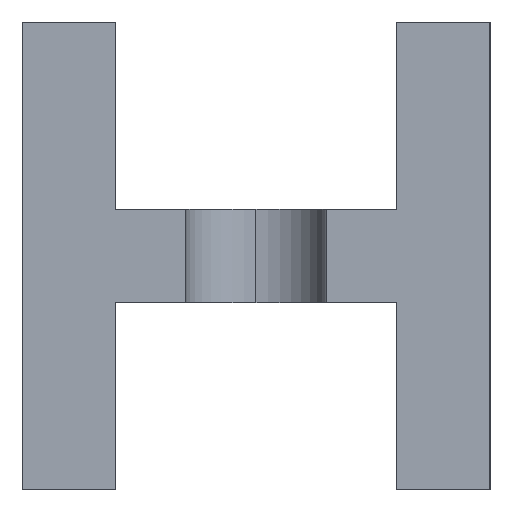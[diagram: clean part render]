
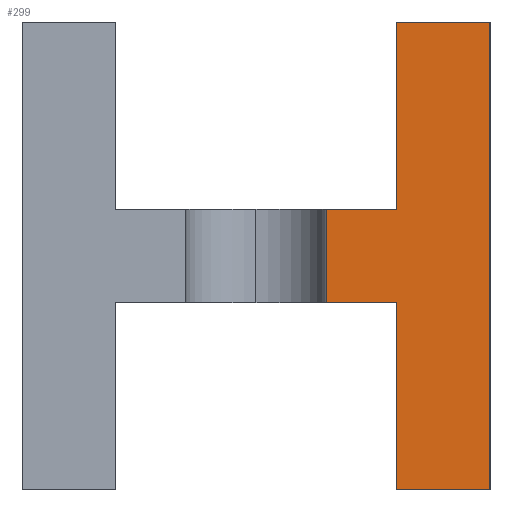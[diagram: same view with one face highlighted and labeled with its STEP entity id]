
A CAD part, left-side view. The second image highlights one B-rep face of the part: STEP entity #299.
In plain terms, the highlighted planar face has unit normal (-1, 0, 0).
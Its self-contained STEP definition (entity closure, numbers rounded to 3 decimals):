
#299 = ADVANCED_FACE ( 'NONE', ( #10897 ), #8201, .T. ) ;
#692 = DIRECTION ( 'NONE',  ( 0., 0., 1. ) ) ;
#889 = ORIENTED_EDGE ( 'NONE', *, *, #9025, .F. ) ;
#919 = CARTESIAN_POINT ( 'NONE',  ( 0., 2., 10. ) ) ;
#1289 = CARTESIAN_POINT ( 'NONE',  ( 0., 8., 4. ) ) ;
#2587 = EDGE_LOOP ( 'NONE', ( #18428, #889, #17923, #13779, #16948, #12766, #3378, #11750 ) ) ;
#2781 = EDGE_CURVE ( 'NONE', #19596, #9248, #15800, .T. ) ;
#3378 = ORIENTED_EDGE ( 'NONE', *, *, #6559, .F. ) ;
#4216 = VECTOR ( 'NONE', #15595, 1000. ) ;
#4557 = EDGE_CURVE ( 'NONE', #7711, #9754, #7245, .T. ) ;
#4573 = LINE ( 'NONE', #1289, #21310 ) ;
#5586 = DIRECTION ( 'NONE',  ( 0., -1., 0. ) ) ;
#5668 = CARTESIAN_POINT ( 'NONE',  ( 0., 0., 10. ) ) ;
#5781 = VECTOR ( 'NONE', #8752, 1000. ) ;
#6181 = VERTEX_POINT ( 'NONE', #13712 ) ;
#6287 = LINE ( 'NONE', #7666, #5781 ) ;
#6559 = EDGE_CURVE ( 'NONE', #6181, #7711, #19444, .T. ) ;
#7140 = DIRECTION ( 'NONE',  ( 0., -1., 0. ) ) ;
#7184 = DIRECTION ( 'NONE',  ( 0., 0., 1. ) ) ;
#7199 = CARTESIAN_POINT ( 'NONE',  ( 0., 2., 6. ) ) ;
#7224 = CARTESIAN_POINT ( 'NONE',  ( 0., 3.5, 6. ) ) ;
#7245 = LINE ( 'NONE', #5668, #11583 ) ;
#7424 = EDGE_CURVE ( 'NONE', #9754, #19596, #8671, .T. ) ;
#7649 = CARTESIAN_POINT ( 'NONE',  ( 0., 2., 0. ) ) ;
#7666 = CARTESIAN_POINT ( 'NONE',  ( 0., 2., 4. ) ) ;
#7711 = VERTEX_POINT ( 'NONE', #11744 ) ;
#7849 = DIRECTION ( 'NONE',  ( 0., 1., 0. ) ) ;
#8096 = DIRECTION ( 'NONE',  ( 0., 0., 1. ) ) ;
#8115 = DIRECTION ( 'NONE',  ( -1., 0., 0. ) ) ;
#8125 = CARTESIAN_POINT ( 'NONE',  ( 0., 0., 0. ) ) ;
#8201 = PLANE ( 'NONE',  #10016 ) ;
#8671 = LINE ( 'NONE', #17324, #4216 ) ;
#8752 = DIRECTION ( 'NONE',  ( 0., 0., 1. ) ) ;
#8785 = VECTOR ( 'NONE', #7140, 1000. ) ;
#9025 = EDGE_CURVE ( 'NONE', #18894, #11293, #4573, .T. ) ;
#9248 = VERTEX_POINT ( 'NONE', #12813 ) ;
#9754 = VERTEX_POINT ( 'NONE', #18633 ) ;
#10016 = AXIS2_PLACEMENT_3D ( 'NONE', #8125, #8115, #8096 ) ;
#10785 = VERTEX_POINT ( 'NONE', #7224 ) ;
#10897 = FACE_OUTER_BOUND ( 'NONE', #2587, .T. ) ;
#11098 = CARTESIAN_POINT ( 'NONE',  ( 0., 2., 4. ) ) ;
#11293 = VERTEX_POINT ( 'NONE', #16051 ) ;
#11583 = VECTOR ( 'NONE', #5586, 1000. ) ;
#11743 = LINE ( 'NONE', #15254, #14020 ) ;
#11744 = CARTESIAN_POINT ( 'NONE',  ( 0., 2., 10. ) ) ;
#11750 = ORIENTED_EDGE ( 'NONE', *, *, #17703, .F. ) ;
#12766 = ORIENTED_EDGE ( 'NONE', *, *, #4557, .F. ) ;
#12813 = CARTESIAN_POINT ( 'NONE',  ( 0., 2., 0. ) ) ;
#12984 = EDGE_CURVE ( 'NONE', #9248, #18894, #6287, .T. ) ;
#13121 = LINE ( 'NONE', #7199, #8785 ) ;
#13712 = CARTESIAN_POINT ( 'NONE',  ( 0., 2., 6. ) ) ;
#13779 = ORIENTED_EDGE ( 'NONE', *, *, #2781, .F. ) ;
#14020 = VECTOR ( 'NONE', #7184, 1000. ) ;
#14684 = DIRECTION ( 'NONE',  ( 0., 1., 0. ) ) ;
#15254 = CARTESIAN_POINT ( 'NONE',  ( 0., 3.5, 4. ) ) ;
#15595 = DIRECTION ( 'NONE',  ( 0., 0., -1. ) ) ;
#15800 = LINE ( 'NONE', #7649, #16267 ) ;
#16051 = CARTESIAN_POINT ( 'NONE',  ( 0., 3.5, 4. ) ) ;
#16267 = VECTOR ( 'NONE', #7849, 1000. ) ;
#16948 = ORIENTED_EDGE ( 'NONE', *, *, #7424, .F. ) ;
#17324 = CARTESIAN_POINT ( 'NONE',  ( 0., 0., 0. ) ) ;
#17703 = EDGE_CURVE ( 'NONE', #10785, #6181, #13121, .T. ) ;
#17923 = ORIENTED_EDGE ( 'NONE', *, *, #12984, .F. ) ;
#18428 = ORIENTED_EDGE ( 'NONE', *, *, #20281, .F. ) ;
#18633 = CARTESIAN_POINT ( 'NONE',  ( 0., 0., 10. ) ) ;
#18894 = VERTEX_POINT ( 'NONE', #11098 ) ;
#18948 = VECTOR ( 'NONE', #692, 1000. ) ;
#18974 = CARTESIAN_POINT ( 'NONE',  ( 0., 0., 0. ) ) ;
#19444 = LINE ( 'NONE', #919, #18948 ) ;
#19596 = VERTEX_POINT ( 'NONE', #18974 ) ;
#20281 = EDGE_CURVE ( 'NONE', #11293, #10785, #11743, .T. ) ;
#21310 = VECTOR ( 'NONE', #14684, 1000. ) ;
